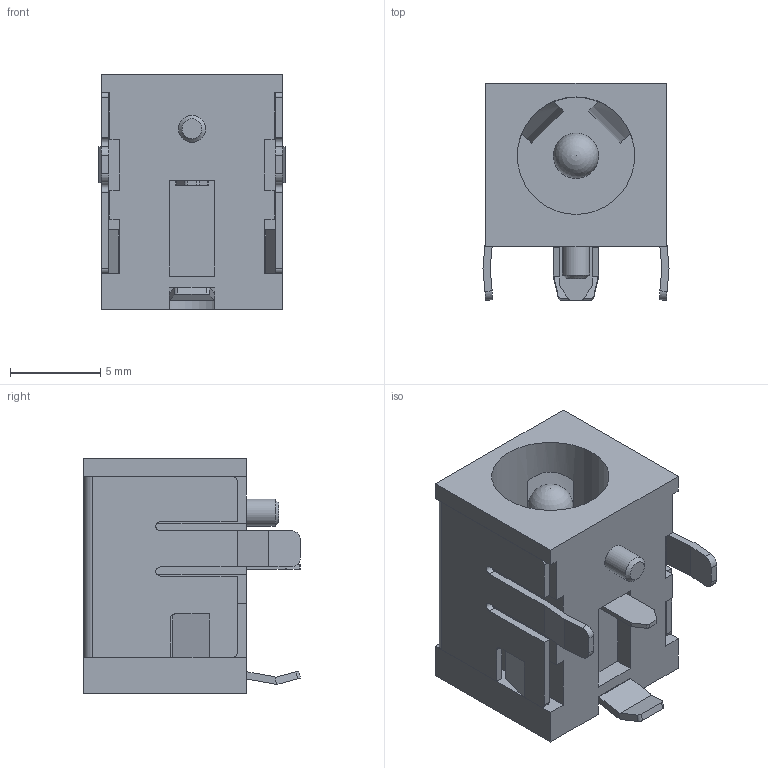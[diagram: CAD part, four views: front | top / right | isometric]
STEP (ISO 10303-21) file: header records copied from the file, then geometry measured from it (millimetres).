
FILE_DESCRIPTION(/* description */ (''),/* implementation_level */ '2;1');
FILE_NAME(/* name */ 'Con-CUI_DEVICES_PJ-063BH v1.step',/* time_stamp */ '2021-04-29T22:04:08+02:00',/* author */ (''),/* organization */ (''),/* preprocessor_version */ 'ST-DEVELOPER v18.1',/* originating_system */ 'Autodesk Translation Framework v10.6.0.1341',/* authorisation */ '');
FILE_SCHEMA (('AUTOMOTIVE_DESIGN { 1 0 10303 214 3 1 1 }'));
Length unit declared in the file: inch
Products named in the file (1): Con-CUI_DEVICES_PJ-063BH
Bounding box: 10.3 x 12 x 13 mm (x, y, z)
Volume: 792.9 mm3; surface area: 1744.6 mm2
Topology: 4 solids, 4 shells, 148 faces, 398 edges, 264 vertices
Faces by surface type: plane 110, cylinder 33, torus 3, cone 1, sphere 1
Full cylindrical faces by diameter (mm): 1.4 x1, 1.5 x2, 2.5 x1, 6.5 x1
Entity records: 4885 total; most frequent: CARTESIAN_POINT 900, ORIENTED_EDGE 794, DIRECTION 764, EDGE_CURVE 397, LINE 312, VECTOR 312, VERTEX_POINT 264, AXIS2_PLACEMENT_3D 226
